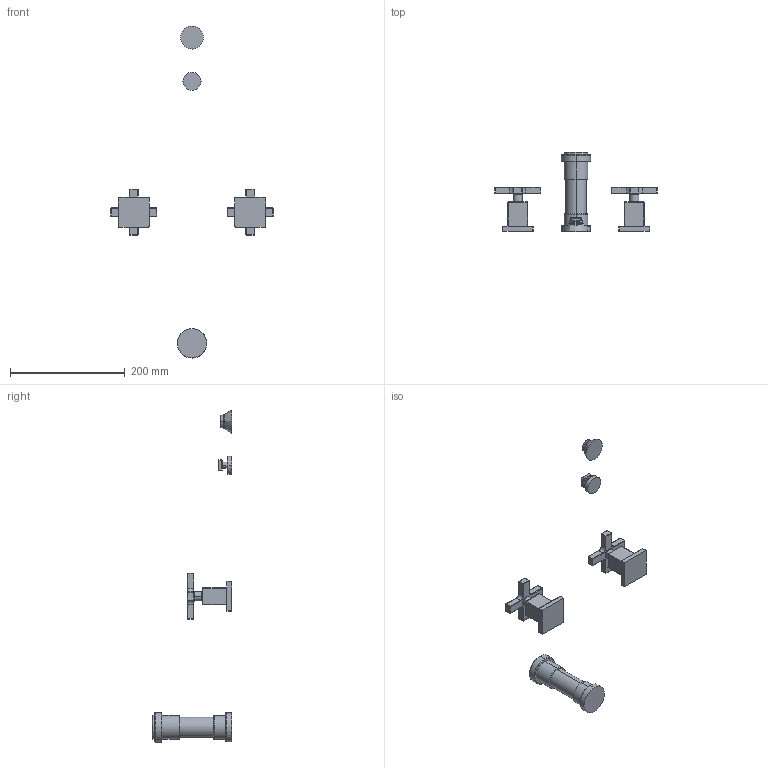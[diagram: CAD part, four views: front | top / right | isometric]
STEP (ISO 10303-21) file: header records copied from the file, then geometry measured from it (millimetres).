
FILE_DESCRIPTION((''),'2;1');
FILE_NAME('2069','2021-01-28T14:39:17',('jinson.thomas'),(''),'CREO PARAMETRIC BY PTC INC, 2018400','CREO PARAMETRIC BY PTC INC, 2018400','');
FILE_SCHEMA(('CONFIG_CONTROL_DESIGN'));
Length unit declared in the file: inch
Products named in the file (1): 2069
Bounding box: 282.96 x 138.3 x 579.12 mm (x, y, z)
Volume: 394292.6 mm3; surface area: 74009.2 mm2
Topology: 5 solids, 5 shells, 364 faces, 776 edges, 442 vertices
Faces by surface type: cylinder 158, plane 98, sphere 56, torus 38, cone 10, bspline 4
Entity records: 9780 total; most frequent: DIRECTION 1908, CARTESIAN_POINT 1642, ORIENTED_EDGE 1552, EDGE_CURVE 776, AXIS2_PLACEMENT_3D 772, VERTEX_POINT 442, CIRCLE 412, EDGE_LOOP 384
